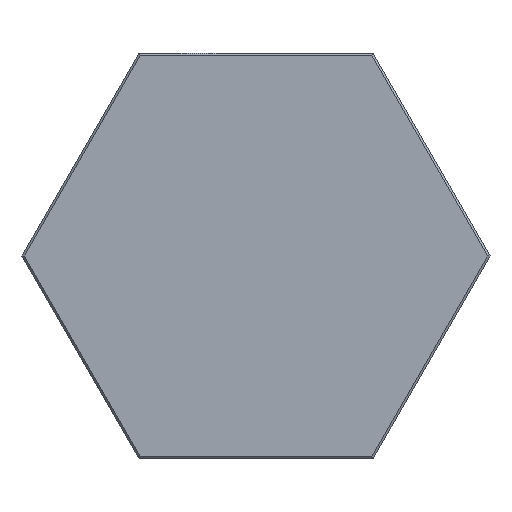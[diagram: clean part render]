
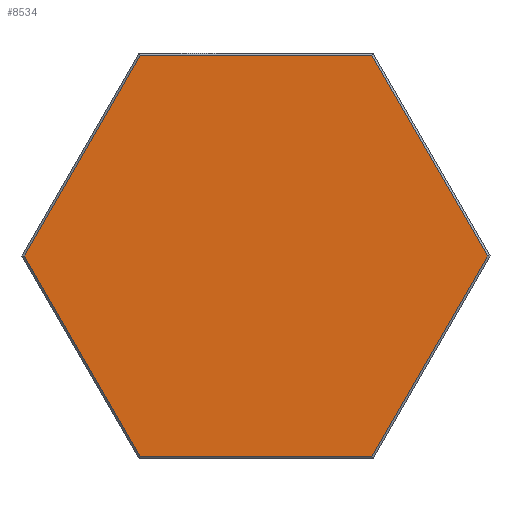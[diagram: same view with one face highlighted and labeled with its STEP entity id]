
A CAD part, front view. The second image highlights one B-rep face of the part: STEP entity #8534.
In plain terms, the highlighted planar face has unit normal (0, -1, 0).
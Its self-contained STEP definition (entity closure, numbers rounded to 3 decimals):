
#86=FACE_OUTER_BOUND('',#630,.T.);
#630=EDGE_LOOP('',(#5844,#5845,#5846,#5847,#5848,#5849));
#1386=LINE('',#12335,#2613);
#1390=LINE('',#12343,#2617);
#1394=LINE('',#12351,#2621);
#1397=LINE('',#12357,#2624);
#1400=LINE('',#12363,#2627);
#1403=LINE('',#12367,#2630);
#2613=VECTOR('',#9859,10.);
#2617=VECTOR('',#9865,10.);
#2621=VECTOR('',#9871,10.);
#2624=VECTOR('',#9876,10.);
#2627=VECTOR('',#9881,10.);
#2630=VECTOR('',#9886,10.);
#3817=VERTEX_POINT('',#12333);
#3818=VERTEX_POINT('',#12334);
#3821=VERTEX_POINT('',#12342);
#3824=VERTEX_POINT('',#12350);
#3826=VERTEX_POINT('',#12356);
#3828=VERTEX_POINT('',#12362);
#4545=EDGE_CURVE('',#3817,#3818,#1386,.T.);
#4549=EDGE_CURVE('',#3818,#3821,#1390,.T.);
#4553=EDGE_CURVE('',#3821,#3824,#1394,.T.);
#4556=EDGE_CURVE('',#3824,#3826,#1397,.T.);
#4559=EDGE_CURVE('',#3826,#3828,#1400,.T.);
#4562=EDGE_CURVE('',#3828,#3817,#1403,.T.);
#5844=ORIENTED_EDGE('',*,*,#4545,.F.);
#5845=ORIENTED_EDGE('',*,*,#4562,.F.);
#5846=ORIENTED_EDGE('',*,*,#4559,.F.);
#5847=ORIENTED_EDGE('',*,*,#4556,.F.);
#5848=ORIENTED_EDGE('',*,*,#4553,.F.);
#5849=ORIENTED_EDGE('',*,*,#4549,.F.);
#8011=PLANE('',#9071);
#8534=ADVANCED_FACE('',(#86),#8011,.T.);
#9071=AXIS2_PLACEMENT_3D('',#12382,#9900,#9901);
#9859=DIRECTION('',(-0.5,0.,-0.866));
#9865=DIRECTION('',(-1.,0.,0.));
#9871=DIRECTION('',(-0.5,0.,0.866));
#9876=DIRECTION('',(0.5,0.,0.866));
#9881=DIRECTION('',(1.,0.,0.));
#9886=DIRECTION('',(0.5,0.,-0.866));
#9900=DIRECTION('center_axis',(0.,-1.,0.));
#9901=DIRECTION('ref_axis',(-1.,0.,0.));
#12333=CARTESIAN_POINT('',(41.27,0.,-2.));
#12334=CARTESIAN_POINT('',(30.635,0.,-20.421));
#12335=CARTESIAN_POINT('',(41.573,0.,-1.475));
#12342=CARTESIAN_POINT('',(9.365,0.,-20.421));
#12343=CARTESIAN_POINT('',(35.375,0.,-20.421));
#12350=CARTESIAN_POINT('',(-1.27,0.,-2.));
#12351=CARTESIAN_POINT('',(8.802,0.,-19.446));
#12356=CARTESIAN_POINT('',(9.365,0.,16.421));
#12357=CARTESIAN_POINT('',(4.293,0.,7.635));
#12362=CARTESIAN_POINT('',(30.635,0.,16.421));
#12363=CARTESIAN_POINT('',(24.625,0.,16.421));
#12367=CARTESIAN_POINT('',(35.332,0.,8.285));
#12382=CARTESIAN_POINT('Origin',(40.,0.,0.));
